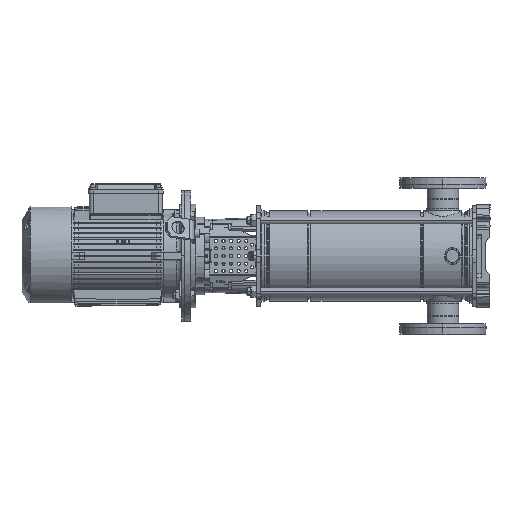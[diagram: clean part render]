
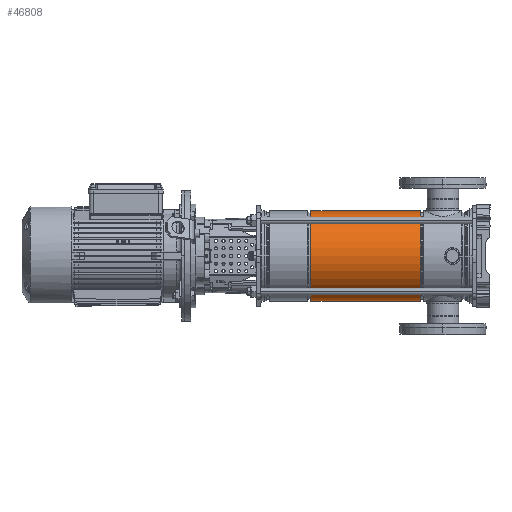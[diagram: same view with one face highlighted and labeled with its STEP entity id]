
A CAD part, left-side view. The second image highlights one B-rep face of the part: STEP entity #46808.
In plain terms, the highlighted cylindrical face has radius 85.9 mm (diameter 171.8 mm), a partial arc.
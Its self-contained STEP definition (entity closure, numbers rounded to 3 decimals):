
#831 = VERTEX_POINT ( 'NONE', #68944 ) ;
#1158 = DIRECTION ( 'NONE',  ( 0., 0., -1. ) ) ;
#7743 = VECTOR ( 'NONE', #19924, 1000. ) ;
#10796 = CIRCLE ( 'NONE', #95102, 85.9 ) ;
#13879 = ORIENTED_EDGE ( 'NONE', *, *, #75072, .T. ) ;
#13929 = EDGE_CURVE ( 'NONE', #831, #55561, #10796, .T. ) ;
#14536 = CARTESIAN_POINT ( 'NONE',  ( 0., 0., 93.897 ) ) ;
#17267 = DIRECTION ( 'NONE',  ( 0., 0., -1. ) ) ;
#19924 = DIRECTION ( 'NONE',  ( 0., 0., -1. ) ) ;
#22909 = CIRCLE ( 'NONE', #64299, 85.9 ) ;
#28492 = DIRECTION ( 'NONE',  ( 0., 0., -1. ) ) ;
#31759 = DIRECTION ( 'NONE',  ( -1., 0., 0. ) ) ;
#32032 = AXIS2_PLACEMENT_3D ( 'NONE', #77043, #17267, #91996 ) ;
#32251 = CARTESIAN_POINT ( 'NONE',  ( 0., 0., 303.103 ) ) ;
#42339 = LINE ( 'NONE', #95636, #7743 ) ;
#45965 = EDGE_LOOP ( 'NONE', ( #80435, #13879, #58178, #56736 ) ) ;
#46638 = CYLINDRICAL_SURFACE ( 'NONE', #32032, 85.9 ) ;
#46808 = ADVANCED_FACE ( 'NONE', ( #83525 ), #46638, .T. ) ;
#47439 = CARTESIAN_POINT ( 'NONE',  ( -85.9, 0., 303.103 ) ) ;
#48138 = VECTOR ( 'NONE', #1158, 1000. ) ;
#53954 = CARTESIAN_POINT ( 'NONE',  ( -85.9, 0., 0. ) ) ;
#54442 = LINE ( 'NONE', #53954, #48138 ) ;
#55561 = VERTEX_POINT ( 'NONE', #72414 ) ;
#56736 = ORIENTED_EDGE ( 'NONE', *, *, #13929, .F. ) ;
#58178 = ORIENTED_EDGE ( 'NONE', *, *, #92737, .T. ) ;
#64299 = AXIS2_PLACEMENT_3D ( 'NONE', #32251, #93525, #31759 ) ;
#68567 = EDGE_CURVE ( 'NONE', #91936, #831, #42339, .T. ) ;
#68944 = CARTESIAN_POINT ( 'NONE',  ( 85.9, 0., 93.897 ) ) ;
#69007 = CARTESIAN_POINT ( 'NONE',  ( 85.9, 0., 303.103 ) ) ;
#72414 = CARTESIAN_POINT ( 'NONE',  ( -85.9, 0., 93.897 ) ) ;
#75072 = EDGE_CURVE ( 'NONE', #91936, #79944, #22909, .T. ) ;
#77043 = CARTESIAN_POINT ( 'NONE',  ( 0., 0., 0. ) ) ;
#79944 = VERTEX_POINT ( 'NONE', #47439 ) ;
#80435 = ORIENTED_EDGE ( 'NONE', *, *, #68567, .F. ) ;
#83525 = FACE_OUTER_BOUND ( 'NONE', #45965, .T. ) ;
#90232 = DIRECTION ( 'NONE',  ( -1., 0., 0. ) ) ;
#91936 = VERTEX_POINT ( 'NONE', #69007 ) ;
#91996 = DIRECTION ( 'NONE',  ( -1., 0., 0. ) ) ;
#92737 = EDGE_CURVE ( 'NONE', #79944, #55561, #54442, .T. ) ;
#93525 = DIRECTION ( 'NONE',  ( 0., 0., -1. ) ) ;
#95102 = AXIS2_PLACEMENT_3D ( 'NONE', #14536, #28492, #90232 ) ;
#95636 = CARTESIAN_POINT ( 'NONE',  ( 85.9, 0., 0. ) ) ;
